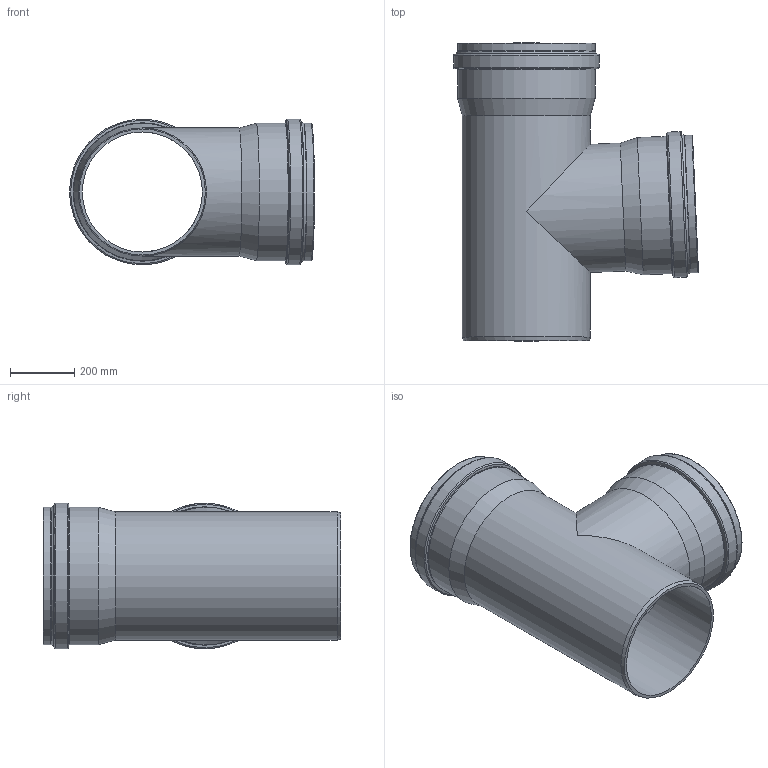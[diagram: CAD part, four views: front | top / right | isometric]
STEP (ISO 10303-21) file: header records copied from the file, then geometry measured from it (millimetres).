
FILE_DESCRIPTION(/* description */ (''),/* implementation_level */ '2;1');
FILE_NAME(/* name */ '774990z.stp',/* time_stamp */ '2025-07-03T10:32:35+02:00',/* author */ ('corinna'),/* organization */ (''),/* preprocessor_version */ 'ST-DEVELOPER v20',/* originating_system */ 'Autodesk Inventor 2024',/* authorisation */ '');
FILE_SCHEMA (('AUTOMOTIVE_DESIGN { 1 0 10303 214 3 1 1 }'));
Length unit declared in the file: millimetre
Products named in the file (1): 774990z
Bounding box: 765 x 930 x 455 mm (x, y, z)
Volume: 18901773.9 mm3; surface area: 3180804 mm2
Topology: 1 solids, 1 shells, 68 faces, 188 edges, 123 vertices
Faces by surface type: torus 26, cone 19, cylinder 18, plane 5
Full cylindrical faces by diameter (mm): 375 x2, 400 x2, 406.4 x2, 406.8 x4, 429 x2, 429.4 x2, 432.4 x2, 455 x2
Entity records: 2316 total; most frequent: DIRECTION 475, CARTESIAN_POINT 380, ORIENTED_EDGE 376, AXIS2_PLACEMENT_3D 218, EDGE_CURVE 188, CIRCLE 141, VERTEX_POINT 123, EDGE_LOOP 73
